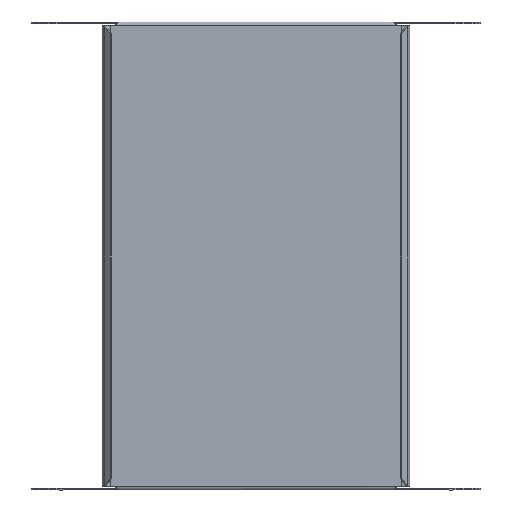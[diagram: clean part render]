
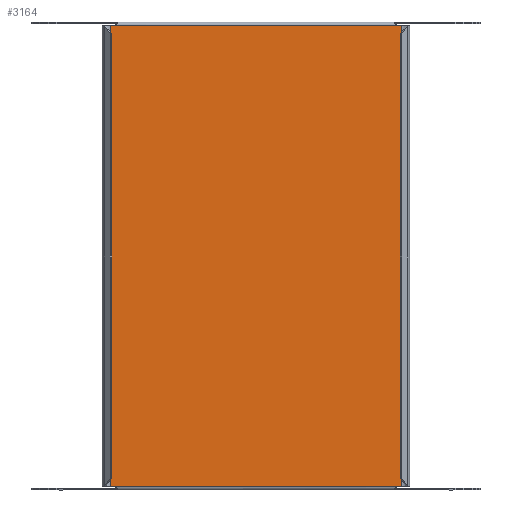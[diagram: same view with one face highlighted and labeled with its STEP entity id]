
A CAD part, front view. The second image highlights one B-rep face of the part: STEP entity #3164.
In plain terms, the highlighted planar face has unit normal (0, -1, 0).
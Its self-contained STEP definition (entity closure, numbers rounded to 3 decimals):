
#614=DIRECTION('',(-1.,0.,0.));
#615=VECTOR('',#614,181.);
#616=CARTESIAN_POINT('',(90.5,0.,-147.75));
#617=LINE('',#616,#615);
#651=CARTESIAN_POINT('',(-91.75,0.,-150.75));
#652=DIRECTION('',(0.,1.,0.));
#653=DIRECTION('',(0.,0.,1.));
#654=AXIS2_PLACEMENT_3D('',#651,#652,#653);
#656=DIRECTION('',(1.,0.,0.));
#657=VECTOR('',#656,1.5);
#658=CARTESIAN_POINT('',(-93.25,0.,-147.5));
#659=LINE('',#658,#657);
#660=DIRECTION('',(-1.,0.,0.));
#661=VECTOR('',#660,1.5);
#662=CARTESIAN_POINT('',(-91.75,0.,147.5));
#663=LINE('',#662,#661);
#664=CARTESIAN_POINT('',(-91.75,0.,150.75));
#665=DIRECTION('',(0.,1.,0.));
#666=DIRECTION('',(0.385,0.,-0.923));
#667=AXIS2_PLACEMENT_3D('',#664,#665,#666);
#669=CARTESIAN_POINT('',(91.75,0.,150.75));
#670=DIRECTION('',(0.,1.,0.));
#671=DIRECTION('',(0.,0.,-1.));
#672=AXIS2_PLACEMENT_3D('',#669,#670,#671);
#674=DIRECTION('',(-1.,0.,0.));
#675=VECTOR('',#674,1.5);
#676=CARTESIAN_POINT('',(93.25,0.,147.5));
#677=LINE('',#676,#675);
#678=DIRECTION('',(1.,0.,0.));
#679=VECTOR('',#678,1.5);
#680=CARTESIAN_POINT('',(91.75,0.,-147.5));
#681=LINE('',#680,#679);
#682=CARTESIAN_POINT('',(91.75,0.,-150.75));
#683=DIRECTION('',(0.,1.,0.));
#684=DIRECTION('',(-0.385,0.,0.923));
#685=AXIS2_PLACEMENT_3D('',#682,#683,#684);
#1383=CARTESIAN_POINT('',(90.5,0.,147.75));
#1396=DIRECTION('',(1.,0.,0.));
#1397=VECTOR('',#1396,181.);
#1398=CARTESIAN_POINT('',(-90.5,0.,147.75));
#1399=LINE('',#1398,#1397);
#1414=CARTESIAN_POINT('',(-90.5,0.,147.75));
#1524=DIRECTION('',(0.,0.,-1.));
#1525=VECTOR('',#1524,295.);
#1526=CARTESIAN_POINT('',(93.25,0.,147.5));
#1527=LINE('',#1526,#1525);
#1648=DIRECTION('',(0.,0.,1.));
#1649=VECTOR('',#1648,295.);
#1650=CARTESIAN_POINT('',(-93.25,0.,-147.5));
#1651=LINE('',#1650,#1649);
#1942=VERTEX_POINT('',#1414);
#1946=VERTEX_POINT('',#1383);
#2154=CARTESIAN_POINT('',(90.5,0.,-147.75));
#2155=CARTESIAN_POINT('',(-90.5,0.,-147.75));
#2156=VERTEX_POINT('',#2154);
#2157=VERTEX_POINT('',#2155);
#2160=CARTESIAN_POINT('',(91.75,0.,-147.5));
#2161=VERTEX_POINT('',#2160);
#2162=CARTESIAN_POINT('',(93.25,0.,-147.5));
#2163=VERTEX_POINT('',#2162);
#2164=CARTESIAN_POINT('',(93.25,0.,147.5));
#2165=VERTEX_POINT('',#2164);
#2166=CARTESIAN_POINT('',(91.75,0.,147.5));
#2167=VERTEX_POINT('',#2166);
#2174=CARTESIAN_POINT('',(-91.75,0.,147.5));
#2175=VERTEX_POINT('',#2174);
#2176=CARTESIAN_POINT('',(-93.25,0.,147.5));
#2177=VERTEX_POINT('',#2176);
#2178=CARTESIAN_POINT('',(-93.25,0.,-147.5));
#2179=CARTESIAN_POINT('',(-91.75,0.,-147.5));
#2180=VERTEX_POINT('',#2178);
#2181=VERTEX_POINT('',#2179);
#3135=CARTESIAN_POINT('',(-144.,0.,150.));
#3136=DIRECTION('',(0.,-1.,0.));
#3137=DIRECTION('',(0.,0.,-1.));
#3138=AXIS2_PLACEMENT_3D('',#3135,#3136,#3137);
#3139=PLANE('',#3138);
#3140=ORIENTED_EDGE('',*,*,#3127,.T.);
#3142=ORIENTED_EDGE('',*,*,#3141,.F.);
#3144=ORIENTED_EDGE('',*,*,#3143,.F.);
#3146=ORIENTED_EDGE('',*,*,#3145,.T.);
#3148=ORIENTED_EDGE('',*,*,#3147,.F.);
#3150=ORIENTED_EDGE('',*,*,#3149,.F.);
#3152=ORIENTED_EDGE('',*,*,#3151,.T.);
#3154=ORIENTED_EDGE('',*,*,#3153,.F.);
#3156=ORIENTED_EDGE('',*,*,#3155,.F.);
#3158=ORIENTED_EDGE('',*,*,#3157,.T.);
#3160=ORIENTED_EDGE('',*,*,#3159,.F.);
#3161=ORIENTED_EDGE('',*,*,#3028,.F.);
#3162=EDGE_LOOP('',(#3140,#3142,#3144,#3146,#3148,#3150,#3152,#3154,#3156,#3158,
#3160,#3161));
#3163=FACE_OUTER_BOUND('',#3162,.F.);
#3164=ADVANCED_FACE('',(#3163),#3139,.T.);
#655=CIRCLE('',#654,3.25);
#668=CIRCLE('',#667,3.25);
#673=CIRCLE('',#672,3.25);
#686=CIRCLE('',#685,3.25);
#3028=EDGE_CURVE('',#2156,#2161,#686,.T.);
#3127=EDGE_CURVE('',#2156,#2157,#617,.T.);
#3141=EDGE_CURVE('',#2181,#2157,#655,.T.);
#3143=EDGE_CURVE('',#2180,#2181,#659,.T.);
#3145=EDGE_CURVE('',#2180,#2177,#1651,.T.);
#3147=EDGE_CURVE('',#2175,#2177,#663,.T.);
#3149=EDGE_CURVE('',#1942,#2175,#668,.T.);
#3151=EDGE_CURVE('',#1942,#1946,#1399,.T.);
#3153=EDGE_CURVE('',#2167,#1946,#673,.T.);
#3155=EDGE_CURVE('',#2165,#2167,#677,.T.);
#3157=EDGE_CURVE('',#2165,#2163,#1527,.T.);
#3159=EDGE_CURVE('',#2161,#2163,#681,.T.);
